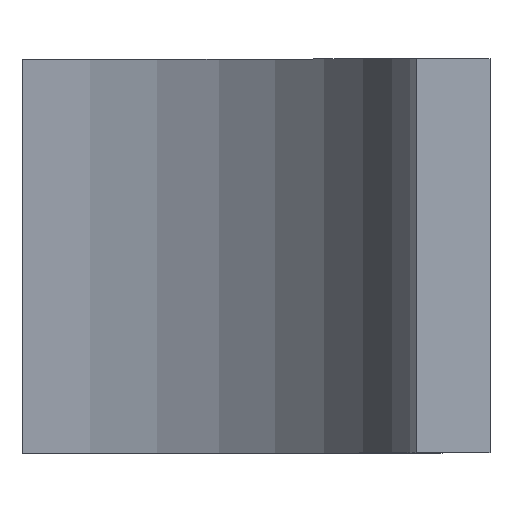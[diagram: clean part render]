
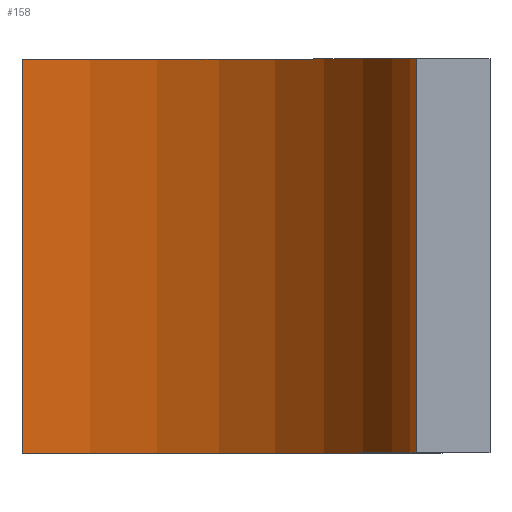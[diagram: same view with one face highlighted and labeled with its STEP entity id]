
A CAD part, top view. The second image highlights one B-rep face of the part: STEP entity #158.
In plain terms, the highlighted cylindrical face has radius 40 mm (diameter 80 mm), a partial arc.
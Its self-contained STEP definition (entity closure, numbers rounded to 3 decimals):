
#27=FACE_OUTER_BOUND('',#39,.T.);
#39=EDGE_LOOP('',(#130,#131,#132,#133));
#48=CIRCLE('',#187,40.);
#49=CIRCLE('',#188,40.);
#56=LINE('',#337,#66);
#57=LINE('',#343,#67);
#66=VECTOR('',#219,10.);
#67=VECTOR('',#226,10.);
#84=VERTEX_POINT('',#333);
#85=VERTEX_POINT('',#335);
#86=VERTEX_POINT('',#339);
#87=VERTEX_POINT('',#341);
#102=EDGE_CURVE('',#84,#85,#56,.T.);
#103=EDGE_CURVE('',#84,#86,#48,.T.);
#104=EDGE_CURVE('',#87,#85,#49,.T.);
#105=EDGE_CURVE('',#86,#87,#57,.T.);
#130=ORIENTED_EDGE('',*,*,#103,.F.);
#131=ORIENTED_EDGE('',*,*,#102,.T.);
#132=ORIENTED_EDGE('',*,*,#104,.F.);
#133=ORIENTED_EDGE('',*,*,#105,.F.);
#151=CYLINDRICAL_SURFACE('',#186,40.);
#158=ADVANCED_FACE('',(#27),#151,.F.);
#186=AXIS2_PLACEMENT_3D('',#338,#220,#221);
#187=AXIS2_PLACEMENT_3D('',#340,#222,#223);
#188=AXIS2_PLACEMENT_3D('',#342,#224,#225);
#219=DIRECTION('',(0.,1.,0.));
#220=DIRECTION('center_axis',(0.,1.,0.));
#221=DIRECTION('ref_axis',(1.,0.,0.));
#222=DIRECTION('center_axis',(0.,1.,0.));
#223=DIRECTION('ref_axis',(1.,0.,0.));
#224=DIRECTION('center_axis',(0.,-1.,0.));
#225=DIRECTION('ref_axis',(1.,0.,0.));
#226=DIRECTION('',(0.,1.,0.));
#333=CARTESIAN_POINT('',(40.,0.,0.));
#335=CARTESIAN_POINT('',(40.,40.,0.));
#337=CARTESIAN_POINT('',(40.,0.,0.));
#338=CARTESIAN_POINT('Origin',(0.,0.,0.));
#339=CARTESIAN_POINT('',(0.,0.,-40.));
#340=CARTESIAN_POINT('Origin',(0.,0.,0.));
#341=CARTESIAN_POINT('',(0.,40.,-40.));
#342=CARTESIAN_POINT('Origin',(0.,40.,0.));
#343=CARTESIAN_POINT('',(0.,0.,-40.));
